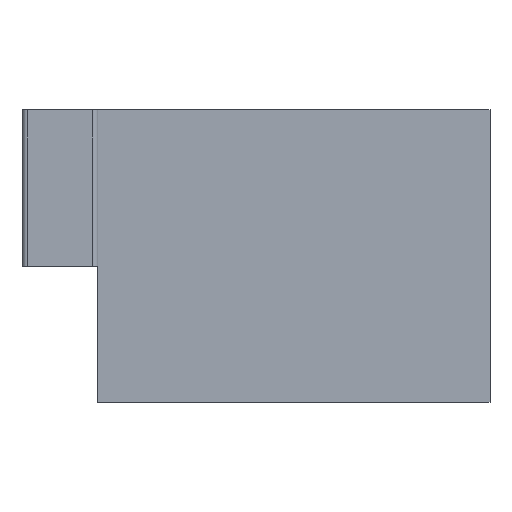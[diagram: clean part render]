
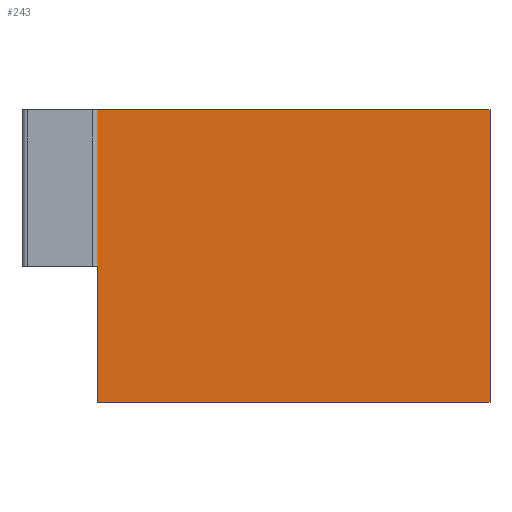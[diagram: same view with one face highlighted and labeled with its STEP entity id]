
A CAD part, top view. The second image highlights one B-rep face of the part: STEP entity #243.
In plain terms, the highlighted planar face has unit normal (0, 0, 1).
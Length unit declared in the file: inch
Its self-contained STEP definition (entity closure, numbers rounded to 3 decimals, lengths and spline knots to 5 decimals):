
#29=FACE_OUTER_BOUND('',#43,.T.);
#43=EDGE_LOOP('',(#171,#172,#173,#174,#175));
#58=LINE('',#372,#84);
#60=LINE('',#377,#86);
#62=LINE('',#381,#88);
#63=LINE('',#383,#89);
#64=LINE('',#384,#90);
#84=VECTOR('',#298,0.3937);
#86=VECTOR('',#302,0.3937);
#88=VECTOR('',#306,0.3937);
#89=VECTOR('',#307,0.3937);
#90=VECTOR('',#308,0.3937);
#108=VERTEX_POINT('',#366);
#110=VERTEX_POINT('',#370);
#112=VERTEX_POINT('',#376);
#113=VERTEX_POINT('',#380);
#114=VERTEX_POINT('',#382);
#132=EDGE_CURVE('',#108,#110,#58,.T.);
#134=EDGE_CURVE('',#108,#112,#60,.T.);
#136=EDGE_CURVE('',#112,#113,#62,.T.);
#137=EDGE_CURVE('',#114,#110,#63,.T.);
#138=EDGE_CURVE('',#113,#114,#64,.T.);
#171=ORIENTED_EDGE('',*,*,#136,.F.);
#172=ORIENTED_EDGE('',*,*,#134,.F.);
#173=ORIENTED_EDGE('',*,*,#132,.T.);
#174=ORIENTED_EDGE('',*,*,#137,.F.);
#175=ORIENTED_EDGE('',*,*,#138,.F.);
#233=PLANE('',#271);
#243=ADVANCED_FACE('',(#29),#233,.T.);
#271=AXIS2_PLACEMENT_3D('',#379,#304,#305);
#298=DIRECTION('',(1.,0.,0.));
#302=DIRECTION('',(0.,1.,0.));
#304=DIRECTION('center_axis',(0.,0.,1.));
#305=DIRECTION('ref_axis',(0.,-1.,0.));
#306=DIRECTION('',(0.,1.,0.));
#307=DIRECTION('',(0.,-1.,0.));
#308=DIRECTION('',(1.,0.,0.));
#366=CARTESIAN_POINT('',(-0.275,0.,0.60141));
#370=CARTESIAN_POINT('',(1.235,0.,0.60141));
#372=CARTESIAN_POINT('',(-0.275,0.,0.60141));
#376=CARTESIAN_POINT('',(-0.275,0.52126,0.60141));
#377=CARTESIAN_POINT('',(-0.275,0.,0.60141));
#379=CARTESIAN_POINT('Origin',(-0.275,1.12526,0.60141));
#380=CARTESIAN_POINT('',(-0.275,1.12526,0.60141));
#381=CARTESIAN_POINT('',(-0.275,0.52126,0.60141));
#382=CARTESIAN_POINT('',(1.235,1.12526,0.60141));
#383=CARTESIAN_POINT('',(1.235,0.52126,0.60141));
#384=CARTESIAN_POINT('',(-0.275,1.12526,0.60141));
